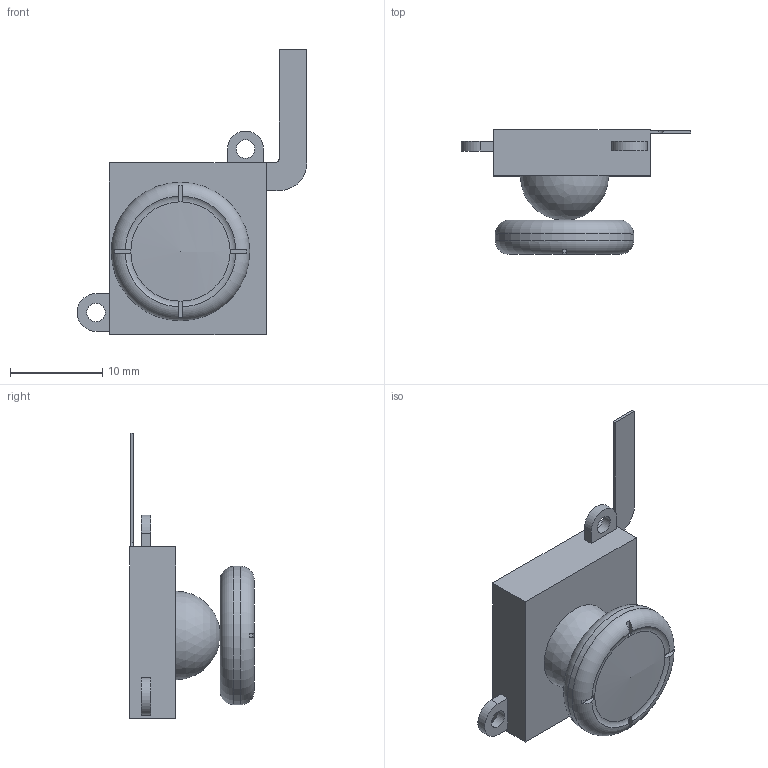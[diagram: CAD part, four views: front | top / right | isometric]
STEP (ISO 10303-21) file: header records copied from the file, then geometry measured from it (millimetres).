
FILE_DESCRIPTION(/* description */ (''),/* implementation_level */ '2;1');
FILE_NAME(/* name */ 'Switch Joystick.step',/* time_stamp */ '2025-07-01T17:25:58+09:00',/* author */ (''),/* organization */ (''),/* preprocessor_version */ 'ST-DEVELOPER v20.1',/* originating_system */ 'Autodesk Translation Framework v14.10.0.0',/* authorisation */ '');
FILE_SCHEMA (('AUTOMOTIVE_DESIGN { 1 0 10303 214 3 1 1 }'));
Length unit declared in the file: millimetre
Products named in the file (1): Switch Joystick Blank
Bounding box: 24.9 x 13.5 x 30.9 mm (x, y, z)
Volume: 2444.7 mm3; surface area: 1698.9 mm2
Topology: 2 solids, 2 shells, 52 faces, 133 edges, 86 vertices
Faces by surface type: plane 33, cylinder 11, torus 6, sphere 2
Full cylindrical faces by diameter (mm): 2 x2, 15 x1
Entity records: 1669 total; most frequent: CARTESIAN_POINT 326, DIRECTION 281, ORIENTED_EDGE 262, EDGE_CURVE 131, AXIS2_PLACEMENT_3D 105, VERTEX_POINT 86, LINE 71, VECTOR 71
